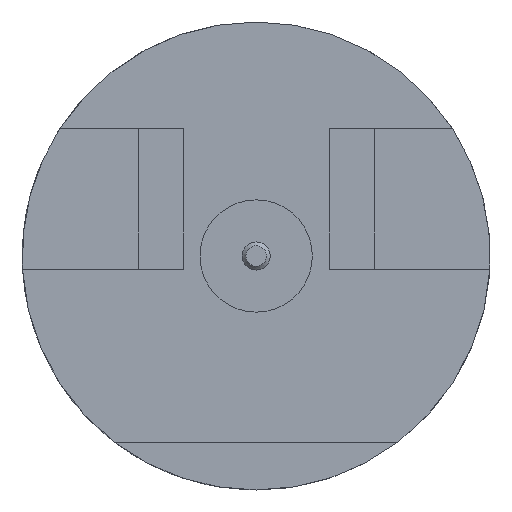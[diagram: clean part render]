
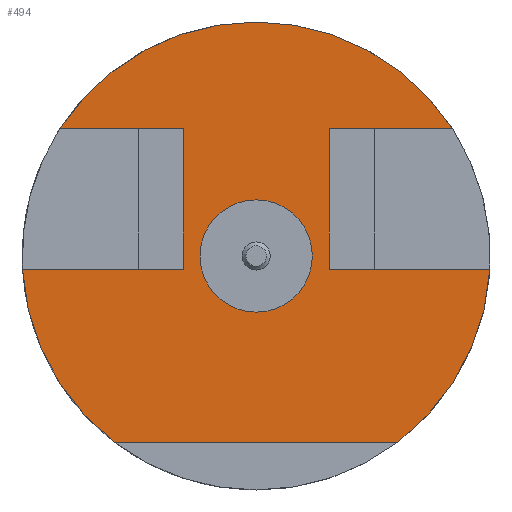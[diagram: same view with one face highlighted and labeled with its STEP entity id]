
A CAD part, front view. The second image highlights one B-rep face of the part: STEP entity #494.
In plain terms, the highlighted planar face has unit normal (0, -1, 0).
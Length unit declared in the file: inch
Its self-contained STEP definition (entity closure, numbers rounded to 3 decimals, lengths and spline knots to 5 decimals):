
#1 = DIRECTION ( 'NONE',  ( 0., 0., 1. ) ) ;
#9 = LINE ( 'NONE', #838, #34 ) ;
#10 = VERTEX_POINT ( 'NONE', #214 ) ;
#17 = VECTOR ( 'NONE', #906, 39.37008 ) ;
#34 = VECTOR ( 'NONE', #309, 39.37008 ) ;
#38 = DIRECTION ( 'NONE',  ( 0., 1., 0. ) ) ;
#50 = EDGE_CURVE ( 'NONE', #83, #902, #360, .T. ) ;
#52 = CARTESIAN_POINT ( 'NONE',  ( 0.10489, -0.182, 0.068 ) ) ;
#69 = ORIENTED_EDGE ( 'NONE', *, *, #531, .F. ) ;
#83 = VERTEX_POINT ( 'NONE', #578 ) ;
#92 = DIRECTION ( 'NONE',  ( 0., 0., -1. ) ) ;
#116 = DIRECTION ( 'NONE',  ( -1., 0., 0. ) ) ;
#133 = ORIENTED_EDGE ( 'NONE', *, *, #156, .F. ) ;
#154 = DIRECTION ( 'NONE',  ( 0., -1., 0. ) ) ;
#156 = EDGE_CURVE ( 'NONE', #917, #158, #720, .T. ) ;
#158 = VERTEX_POINT ( 'NONE', #350 ) ;
#161 = FACE_OUTER_BOUND ( 'NONE', #752, .T. ) ;
#163 = VECTOR ( 'NONE', #912, 39.37008 ) ;
#167 = LINE ( 'NONE', #304, #835 ) ;
#170 = VERTEX_POINT ( 'NONE', #861 ) ;
#175 = AXIS2_PLACEMENT_3D ( 'NONE', #200, #951, #573 ) ;
#183 = CARTESIAN_POINT ( 'NONE',  ( 0.039, -0.182, 0.068 ) ) ;
#200 = CARTESIAN_POINT ( 'NONE',  ( 0., -0.182, 0. ) ) ;
#214 = CARTESIAN_POINT ( 'NONE',  ( 0.039, -0.182, -0.007 ) ) ;
#226 = CARTESIAN_POINT ( 'NONE',  ( -0.039, -0.182, 0.068 ) ) ;
#236 = ORIENTED_EDGE ( 'NONE', *, *, #535, .F. ) ;
#258 = DIRECTION ( 'NONE',  ( 0., 0., 1. ) ) ;
#270 = DIRECTION ( 'NONE',  ( 1., 0., 0. ) ) ;
#280 = AXIS2_PLACEMENT_3D ( 'NONE', #660, #459, #682 ) ;
#283 = EDGE_CURVE ( 'NONE', #892, #366, #556, .T. ) ;
#304 = CARTESIAN_POINT ( 'NONE',  ( 0.039, -0.182, -0.007 ) ) ;
#309 = DIRECTION ( 'NONE',  ( -1., 0., 0. ) ) ;
#328 = EDGE_CURVE ( 'NONE', #170, #892, #334, .T. ) ;
#333 = CIRCLE ( 'NONE', #280, 0.125 ) ;
#334 = LINE ( 'NONE', #629, #517 ) ;
#350 = CARTESIAN_POINT ( 'NONE',  ( -0.039, -0.182, -0.007 ) ) ;
#360 = CIRCLE ( 'NONE', #175, 0.125 ) ;
#366 = VERTEX_POINT ( 'NONE', #52 ) ;
#372 = ORIENTED_EDGE ( 'NONE', *, *, #283, .F. ) ;
#375 = CARTESIAN_POINT ( 'NONE',  ( 0., -0.182, 0. ) ) ;
#388 = CARTESIAN_POINT ( 'NONE',  ( 0.039, -0.182, 0.068 ) ) ;
#394 = ORIENTED_EDGE ( 'NONE', *, *, #499, .F. ) ;
#433 = ORIENTED_EDGE ( 'NONE', *, *, #50, .F. ) ;
#459 = DIRECTION ( 'NONE',  ( 0., 1., 0. ) ) ;
#481 = AXIS2_PLACEMENT_3D ( 'NONE', #375, #154, #92 ) ;
#486 = VECTOR ( 'NONE', #270, 39.37008 ) ;
#487 = EDGE_CURVE ( 'NONE', #158, #170, #610, .T. ) ;
#493 = CARTESIAN_POINT ( 'NONE',  ( 0.07566, -0.182, -0.0995 ) ) ;
#494 = ADVANCED_FACE ( 'NONE', ( #763, #161 ), #818, .F. ) ;
#499 = EDGE_CURVE ( 'NONE', #564, #10, #758, .T. ) ;
#501 = AXIS2_PLACEMENT_3D ( 'NONE', #832, #750, #1 ) ;
#505 = VERTEX_POINT ( 'NONE', #811 ) ;
#507 = CARTESIAN_POINT ( 'NONE',  ( -0.10489, -0.182, 0.068 ) ) ;
#515 = ORIENTED_EDGE ( 'NONE', *, *, #632, .F. ) ;
#517 = VECTOR ( 'NONE', #116, 39.37008 ) ;
#524 = DIRECTION ( 'NONE',  ( 1., 0., 0. ) ) ;
#525 = ORIENTED_EDGE ( 'NONE', *, *, #565, .F. ) ;
#531 = EDGE_CURVE ( 'NONE', #584, #917, #333, .T. ) ;
#533 = ORIENTED_EDGE ( 'NONE', *, *, #487, .F. ) ;
#535 = EDGE_CURVE ( 'NONE', #902, #584, #9, .T. ) ;
#553 = EDGE_CURVE ( 'NONE', #10, #83, #167, .T. ) ;
#556 = CIRCLE ( 'NONE', #925, 0.125 ) ;
#564 = VERTEX_POINT ( 'NONE', #767 ) ;
#565 = EDGE_CURVE ( 'NONE', #505, #505, #699, .T. ) ;
#573 = DIRECTION ( 'NONE',  ( 0., 0., 1. ) ) ;
#578 = CARTESIAN_POINT ( 'NONE',  ( 0.1248, -0.182, -0.007 ) ) ;
#584 = VERTEX_POINT ( 'NONE', #598 ) ;
#598 = CARTESIAN_POINT ( 'NONE',  ( -0.07566, -0.182, -0.0995 ) ) ;
#610 = LINE ( 'NONE', #226, #17 ) ;
#629 = CARTESIAN_POINT ( 'NONE',  ( -0.10489, -0.182, 0.068 ) ) ;
#632 = EDGE_CURVE ( 'NONE', #366, #564, #943, .T. ) ;
#660 = CARTESIAN_POINT ( 'NONE',  ( 0., -0.182, 0. ) ) ;
#682 = DIRECTION ( 'NONE',  ( 0., 0., 1. ) ) ;
#695 = ORIENTED_EDGE ( 'NONE', *, *, #553, .F. ) ;
#699 = CIRCLE ( 'NONE', #481, 0.03 ) ;
#720 = LINE ( 'NONE', #939, #486 ) ;
#750 = DIRECTION ( 'NONE',  ( 0., 1., 0. ) ) ;
#752 = EDGE_LOOP ( 'NONE', ( #133, #69, #236, #433, #695, #394, #515, #372, #899, #533 ) ) ;
#758 = LINE ( 'NONE', #388, #163 ) ;
#763 = FACE_BOUND ( 'NONE', #833, .T. ) ;
#767 = CARTESIAN_POINT ( 'NONE',  ( 0.039, -0.182, 0.068 ) ) ;
#778 = DIRECTION ( 'NONE',  ( -1., 0., 0. ) ) ;
#811 = CARTESIAN_POINT ( 'NONE',  ( 0., -0.182, -0.03 ) ) ;
#818 = PLANE ( 'NONE',  #501 ) ;
#832 = CARTESIAN_POINT ( 'NONE',  ( 0., -0.182, 0. ) ) ;
#833 = EDGE_LOOP ( 'NONE', ( #525 ) ) ;
#835 = VECTOR ( 'NONE', #524, 39.37008 ) ;
#838 = CARTESIAN_POINT ( 'NONE',  ( -0.07566, -0.182, -0.0995 ) ) ;
#861 = CARTESIAN_POINT ( 'NONE',  ( -0.039, -0.182, 0.068 ) ) ;
#863 = CARTESIAN_POINT ( 'NONE',  ( 0., -0.182, 0. ) ) ;
#892 = VERTEX_POINT ( 'NONE', #507 ) ;
#897 = VECTOR ( 'NONE', #778, 39.37008 ) ;
#899 = ORIENTED_EDGE ( 'NONE', *, *, #328, .F. ) ;
#902 = VERTEX_POINT ( 'NONE', #493 ) ;
#906 = DIRECTION ( 'NONE',  ( 0., 0., 1. ) ) ;
#912 = DIRECTION ( 'NONE',  ( 0., 0., -1. ) ) ;
#917 = VERTEX_POINT ( 'NONE', #941 ) ;
#925 = AXIS2_PLACEMENT_3D ( 'NONE', #863, #38, #258 ) ;
#939 = CARTESIAN_POINT ( 'NONE',  ( -0.1248, -0.182, -0.007 ) ) ;
#941 = CARTESIAN_POINT ( 'NONE',  ( -0.1248, -0.182, -0.007 ) ) ;
#943 = LINE ( 'NONE', #183, #897 ) ;
#951 = DIRECTION ( 'NONE',  ( 0., 1., 0. ) ) ;
